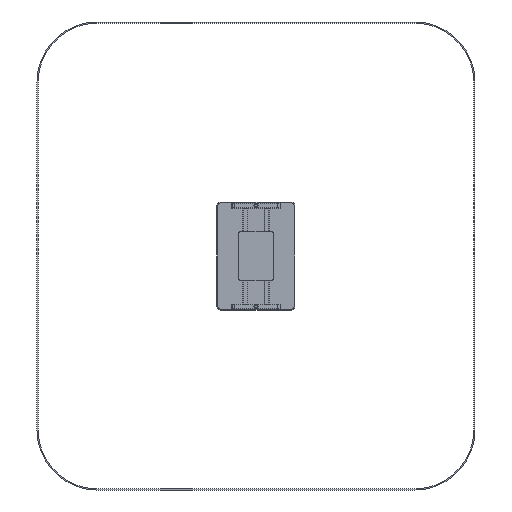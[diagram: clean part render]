
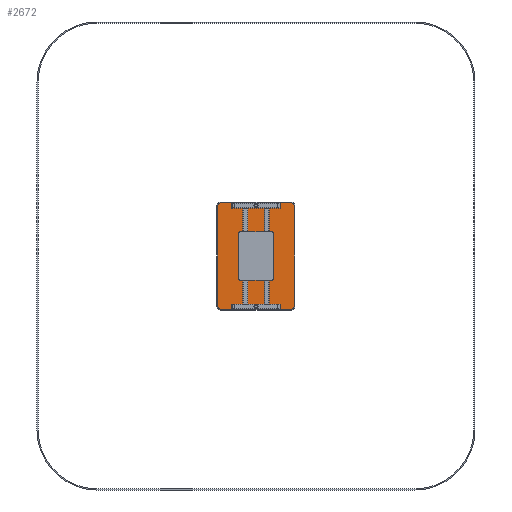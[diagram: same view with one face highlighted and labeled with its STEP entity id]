
A CAD part, front view. The second image highlights one B-rep face of the part: STEP entity #2672.
In plain terms, the highlighted face is planar.
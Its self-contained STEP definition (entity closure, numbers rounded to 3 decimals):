
#2672=ADVANCED_FACE('',(#5370),#5372,.T.);
#5370=FACE_BOUND('',#5371,.T.);
#5371=EDGE_LOOP('',(#7311,#7312,#7313,#7314,#7315,#7316,#7317,#7318));
#5372=PLANE('',#5373);
#5373=AXIS2_PLACEMENT_3D('',#5374,#5375,#5376);
#5374=CARTESIAN_POINT('',(0.,24.,0.));
#5375=DIRECTION('',(0.,1.,0.));
#5376=DIRECTION('',(1.,0.,0.));
#7311=ORIENTED_EDGE('',*,*,#8667,.T.);
#7312=ORIENTED_EDGE('',*,*,#8668,.T.);
#7313=ORIENTED_EDGE('',*,*,#8669,.T.);
#7314=ORIENTED_EDGE('',*,*,#8670,.T.);
#7315=ORIENTED_EDGE('',*,*,#8671,.T.);
#7316=ORIENTED_EDGE('',*,*,#8672,.T.);
#7317=ORIENTED_EDGE('',*,*,#8673,.T.);
#7318=ORIENTED_EDGE('',*,*,#8674,.T.);
#8667=EDGE_CURVE('',#9748,#9749,#9750,.T.);
#8668=EDGE_CURVE('',#9749,#9751,#9752,.T.);
#8669=EDGE_CURVE('',#9751,#9753,#9754,.T.);
#8670=EDGE_CURVE('',#9753,#9755,#9756,.T.);
#8671=EDGE_CURVE('',#9755,#9757,#9758,.T.);
#8672=EDGE_CURVE('',#9757,#9759,#9760,.T.);
#8673=EDGE_CURVE('',#9759,#9761,#9762,.T.);
#8674=EDGE_CURVE('',#9761,#9748,#9763,.T.);
#9748=VERTEX_POINT('',#11957);
#9749=VERTEX_POINT('',#11958);
#9750=LINE('',#11959,#11960);
#9751=VERTEX_POINT('',#11962);
#9752=CIRCLE('',#11963,23.);
#9753=VERTEX_POINT('',#11967);
#9754=LINE('',#11968,#11969);
#9755=VERTEX_POINT('',#11971);
#9756=CIRCLE('',#11972,23.);
#9757=VERTEX_POINT('',#11976);
#9758=LINE('',#11977,#11978);
#9759=VERTEX_POINT('',#11980);
#9760=CIRCLE('',#11981,23.);
#9761=VERTEX_POINT('',#11985);
#9762=LINE('',#11986,#11987);
#9763=CIRCLE('',#11989,23.);
#11957=CARTESIAN_POINT('',(-443.,24.,-295.));
#11958=CARTESIAN_POINT('',(-443.,24.,295.));
#11959=CARTESIAN_POINT('',(-443.,24.,-295.));
#11960=VECTOR('',#11961,1.);
#11961=DIRECTION('',(0.,0.,1.));
#11962=CARTESIAN_POINT('',(-420.,24.,318.));
#11963=AXIS2_PLACEMENT_3D('',#11964,#11965,#11966);
#11964=CARTESIAN_POINT('',(-420.,24.,295.));
#11965=DIRECTION('',(0.,1.,0.));
#11966=DIRECTION('',(-1.,0.,0.));
#11967=CARTESIAN_POINT('',(420.,24.,318.));
#11968=CARTESIAN_POINT('',(-420.,24.,318.));
#11969=VECTOR('',#11970,1.);
#11970=DIRECTION('',(1.,0.,0.));
#11971=CARTESIAN_POINT('',(443.,24.,295.));
#11972=AXIS2_PLACEMENT_3D('',#11973,#11974,#11975);
#11973=CARTESIAN_POINT('',(420.,24.,295.));
#11974=DIRECTION('',(0.,1.,0.));
#11975=DIRECTION('',(0.,0.,1.));
#11976=CARTESIAN_POINT('',(443.,24.,-295.));
#11977=CARTESIAN_POINT('',(443.,24.,295.));
#11978=VECTOR('',#11979,1.);
#11979=DIRECTION('',(0.,0.,-1.));
#11980=CARTESIAN_POINT('',(420.,24.,-318.));
#11981=AXIS2_PLACEMENT_3D('',#11982,#11983,#11984);
#11982=CARTESIAN_POINT('',(420.,24.,-295.));
#11983=DIRECTION('',(0.,1.,0.));
#11984=DIRECTION('',(1.,0.,0.));
#11985=CARTESIAN_POINT('',(-420.,24.,-318.));
#11986=CARTESIAN_POINT('',(420.,24.,-318.));
#11987=VECTOR('',#11988,1.);
#11988=DIRECTION('',(-1.,0.,0.));
#11989=AXIS2_PLACEMENT_3D('',#11990,#11991,#11992);
#11990=CARTESIAN_POINT('',(-420.,24.,-295.));
#11991=DIRECTION('',(0.,1.,0.));
#11992=DIRECTION('',(0.,0.,-1.));
